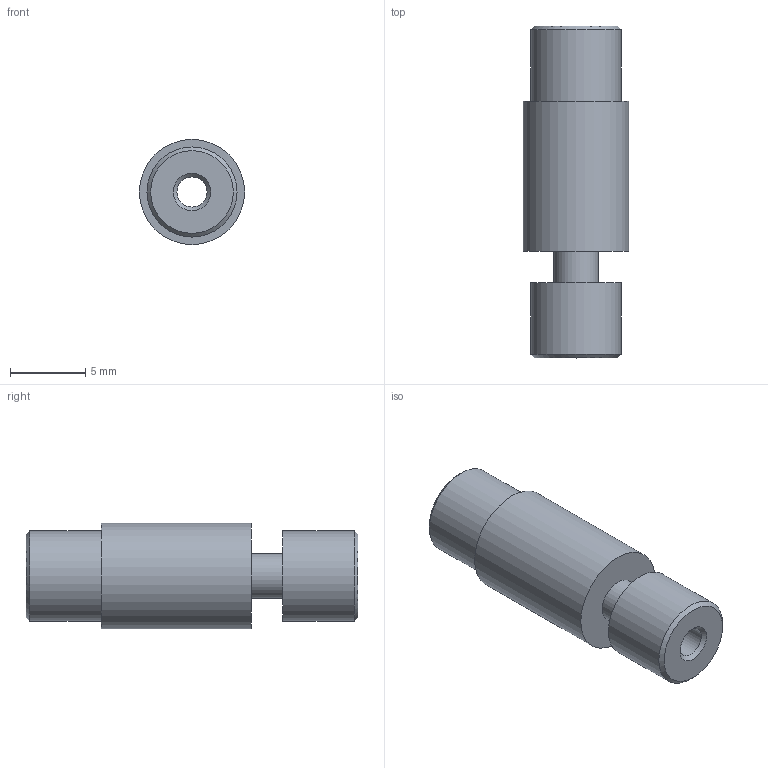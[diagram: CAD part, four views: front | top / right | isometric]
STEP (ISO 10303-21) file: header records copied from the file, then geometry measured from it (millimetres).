
FILE_DESCRIPTION(/* description */ (''),/* implementation_level */ '2;1');
FILE_NAME(/* name */ 'HE1.75-HBR.stp',/* time_stamp */ '2017-11-30T09:45:06+01:00',/* author */ ('jange'),/* organization */ (''),/* preprocessor_version */ 'ST-DEVELOPER v17',/* originating_system */ 'Autodesk Inventor 2018',/* authorisation */ '');
FILE_SCHEMA (('AUTOMOTIVE_DESIGN { 1 0 10303 214 3 1 1 }'));
Length unit declared in the file: millimetre
Products named in the file (1): HE1.75-HEAT BREAK
Bounding box: 7 x 22.1 x 7 mm (x, y, z)
Volume: 552 mm3; surface area: 704 mm2
Topology: 1 solids, 1 shells, 16 faces, 39 edges, 28 vertices
Faces by surface type: cylinder 6, cone 5, plane 5
Full cylindrical faces by diameter (mm): 2 x1, 2.95 x1, 4.2 x1, 6 x2, 7 x1
Entity records: 542 total; most frequent: DIRECTION 101, CARTESIAN_POINT 84, ORIENTED_EDGE 78, AXIS2_PLACEMENT_3D 45, EDGE_CURVE 39, CIRCLE 28, VERTEX_POINT 28, EDGE_LOOP 21
